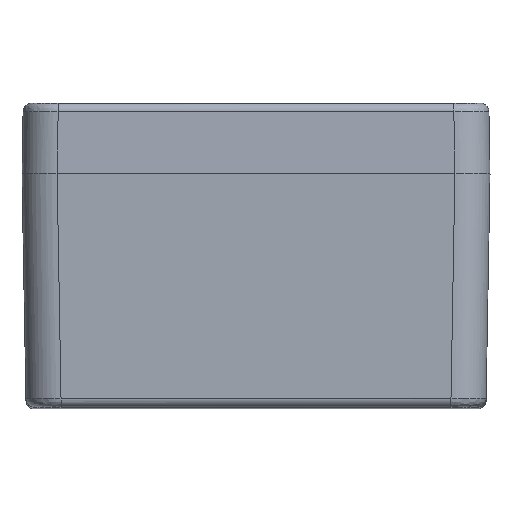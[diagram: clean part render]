
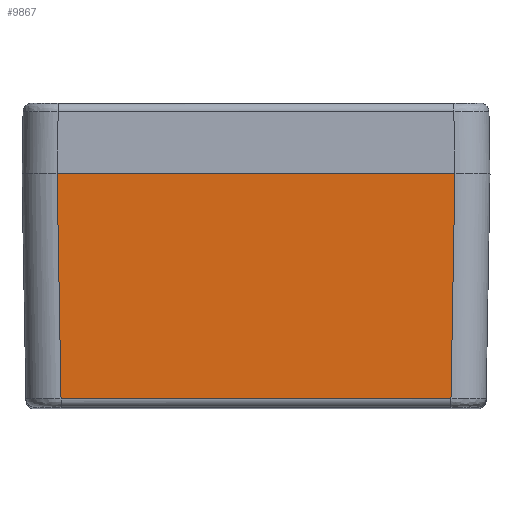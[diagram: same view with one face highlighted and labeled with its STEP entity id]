
A CAD part, top view. The second image highlights one B-rep face of the part: STEP entity #9867.
In plain terms, the highlighted planar face has unit normal (0, -0.018, 1).
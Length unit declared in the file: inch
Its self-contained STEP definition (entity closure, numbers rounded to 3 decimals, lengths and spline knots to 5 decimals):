
#314 = CARTESIAN_POINT ( 'NONE',  ( -1.5748, 0., 3.44488 ) ) ;
#859 = CARTESIAN_POINT ( 'NONE',  ( -1.33862, 0., 3.44488 ) ) ;
#1406 = EDGE_CURVE ( 'NONE', #7205, #8764, #10410, .T. ) ;
#1559 = VECTOR ( 'NONE', #11650, 39.37008 ) ;
#1698 = DIRECTION ( 'NONE',  ( -0.017, -1., -0.017 ) ) ;
#1802 = CARTESIAN_POINT ( 'NONE',  ( 1.31214, -1.51678, 3.41841 ) ) ;
#2836 = EDGE_CURVE ( 'NONE', #12823, #8764, #7778, .T. ) ;
#4199 = ORIENTED_EDGE ( 'NONE', *, *, #2836, .F. ) ;
#5038 = EDGE_LOOP ( 'NONE', ( #11187, #4199, #13637, #14106 ) ) ;
#5193 = FACE_OUTER_BOUND ( 'NONE', #5038, .T. ) ;
#6363 = DIRECTION ( 'NONE',  ( 0., -0.017, 1. ) ) ;
#6690 = VECTOR ( 'NONE', #12681, 39.37008 ) ;
#7205 = VERTEX_POINT ( 'NONE', #13643 ) ;
#7534 = VERTEX_POINT ( 'NONE', #10898 ) ;
#7595 = CARTESIAN_POINT ( 'NONE',  ( 1.33821, -0.02335, 3.44447 ) ) ;
#7778 = LINE ( 'NONE', #15249, #1559 ) ;
#8066 = AXIS2_PLACEMENT_3D ( 'NONE', #314, #6363, #11045 ) ;
#8647 = LINE ( 'NONE', #10827, #12317 ) ;
#8764 = VERTEX_POINT ( 'NONE', #12812 ) ;
#9867 = ADVANCED_FACE ( 'NONE', ( #5193 ), #11274, .T. ) ;
#10397 = EDGE_CURVE ( 'NONE', #7534, #7205, #8647, .T. ) ;
#10410 = LINE ( 'NONE', #859, #6690 ) ;
#10827 = CARTESIAN_POINT ( 'NONE',  ( -1.5748, 0., 3.44488 ) ) ;
#10898 = CARTESIAN_POINT ( 'NONE',  ( 1.33862, 0., 3.44488 ) ) ;
#11045 = DIRECTION ( 'NONE',  ( 0., -1., -0.017 ) ) ;
#11187 = ORIENTED_EDGE ( 'NONE', *, *, #1406, .T. ) ;
#11274 = PLANE ( 'NONE',  #8066 ) ;
#11650 = DIRECTION ( 'NONE',  ( -1., 0., 0. ) ) ;
#12117 = LINE ( 'NONE', #7595, #13096 ) ;
#12317 = VECTOR ( 'NONE', #14500, 39.37008 ) ;
#12681 = DIRECTION ( 'NONE',  ( 0.017, -1., -0.017 ) ) ;
#12812 = CARTESIAN_POINT ( 'NONE',  ( -1.31214, -1.51678, 3.41841 ) ) ;
#12823 = VERTEX_POINT ( 'NONE', #1802 ) ;
#13096 = VECTOR ( 'NONE', #1698, 39.37008 ) ;
#13637 = ORIENTED_EDGE ( 'NONE', *, *, #13814, .F. ) ;
#13643 = CARTESIAN_POINT ( 'NONE',  ( -1.33862, 0., 3.44488 ) ) ;
#13814 = EDGE_CURVE ( 'NONE', #7534, #12823, #12117, .T. ) ;
#14106 = ORIENTED_EDGE ( 'NONE', *, *, #10397, .T. ) ;
#14500 = DIRECTION ( 'NONE',  ( -1., 0., 0. ) ) ;
#15249 = CARTESIAN_POINT ( 'NONE',  ( -0.7874, -1.51678, 3.41841 ) ) ;
